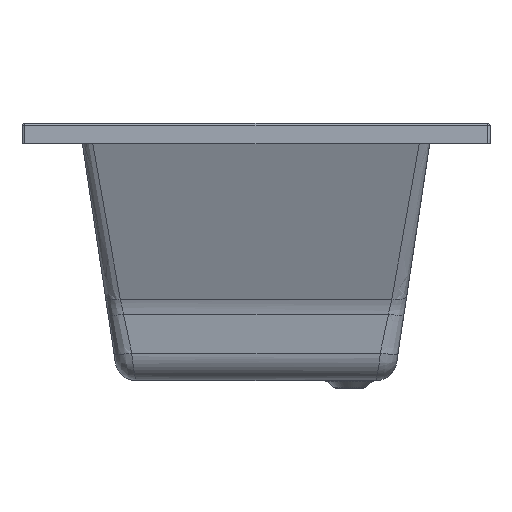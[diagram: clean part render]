
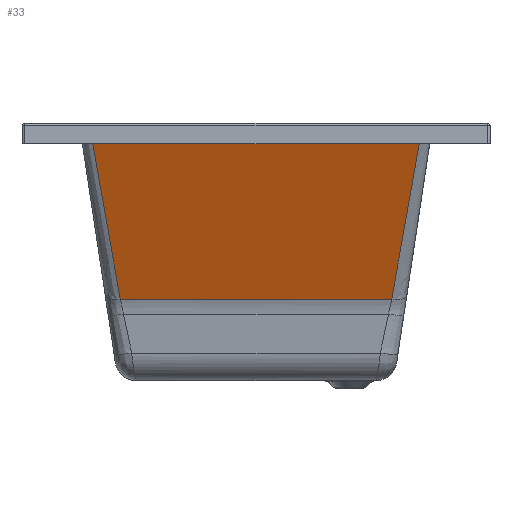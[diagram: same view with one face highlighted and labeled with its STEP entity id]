
A CAD part, left-side view. The second image highlights one B-rep face of the part: STEP entity #33.
In plain terms, the highlighted planar face has unit normal (0.932, 0, 0.363).
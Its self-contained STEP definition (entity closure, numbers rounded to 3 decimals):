
#33=ADVANCED_FACE('',(#94),#875,.T.);
#94=FACE_OUTER_BOUND('',#156,.T.);
#156=EDGE_LOOP('',(#251,#252,#253,#254));
#251=ORIENTED_EDGE('',*,*,#512,.T.);
#252=ORIENTED_EDGE('',*,*,#513,.T.);
#253=ORIENTED_EDGE('',*,*,#514,.T.);
#254=ORIENTED_EDGE('',*,*,#515,.T.);
#512=EDGE_CURVE('',#782,#783,#696,.T.);
#513=EDGE_CURVE('',#783,#784,#697,.T.);
#514=EDGE_CURVE('',#784,#785,#698,.T.);
#515=EDGE_CURVE('',#785,#782,#699,.T.);
#696=B_SPLINE_CURVE_WITH_KNOTS('',3,(#2422,#2423,#2424,#2425),
 .UNSPECIFIED.,.F.,.F.,(4,4),(0.,0.325),.UNSPECIFIED.);
#697=B_SPLINE_CURVE_WITH_KNOTS('',1,(#2426,#2427),.UNSPECIFIED.,.F.,.F.,
(2,2),(0.,639.784),.UNSPECIFIED.);
#698=B_SPLINE_CURVE_WITH_KNOTS('',3,(#2428,#2429,#2430,#2431),
 .UNSPECIFIED.,.F.,.F.,(4,4),(0.675,1.),.UNSPECIFIED.);
#699=B_SPLINE_CURVE_WITH_KNOTS('',1,(#2432,#2433),.UNSPECIFIED.,.F.,.F.,
(2,2),(0.,521.908),.UNSPECIFIED.);
#782=VERTEX_POINT('',#2241);
#783=VERTEX_POINT('',#2242);
#784=VERTEX_POINT('',#2243);
#785=VERTEX_POINT('',#2244);
#875=PLANE('',#908);
#908=AXIS2_PLACEMENT_3D('',#940,#924,$);
#924=DIRECTION('',(0.932,0.,0.363));
#940=CARTESIAN_POINT('',(106.279,-904.013,9.539));
#2241=CARTESIAN_POINT('',(242.023,-288.778,-338.482));
#2242=CARTESIAN_POINT('',(112.483,-229.84,-6.366));
#2243=CARTESIAN_POINT('',(112.483,-869.624,-6.366));
#2244=CARTESIAN_POINT('',(242.023,-810.686,-338.482));
#2422=CARTESIAN_POINT('',(242.023,-288.778,-338.482));
#2423=CARTESIAN_POINT('',(198.696,-272.014,-227.399));
#2424=CARTESIAN_POINT('',(155.789,-247.027,-117.393));
#2425=CARTESIAN_POINT('',(112.483,-229.84,-6.366));
#2426=CARTESIAN_POINT('',(112.483,-229.84,-6.366));
#2427=CARTESIAN_POINT('',(112.483,-869.624,-6.366));
#2428=CARTESIAN_POINT('',(112.483,-869.624,-6.366));
#2429=CARTESIAN_POINT('',(155.789,-852.436,-117.393));
#2430=CARTESIAN_POINT('',(198.696,-827.449,-227.399));
#2431=CARTESIAN_POINT('',(242.023,-810.686,-338.482));
#2432=CARTESIAN_POINT('',(242.023,-810.686,-338.482));
#2433=CARTESIAN_POINT('',(242.023,-288.778,-338.482));
